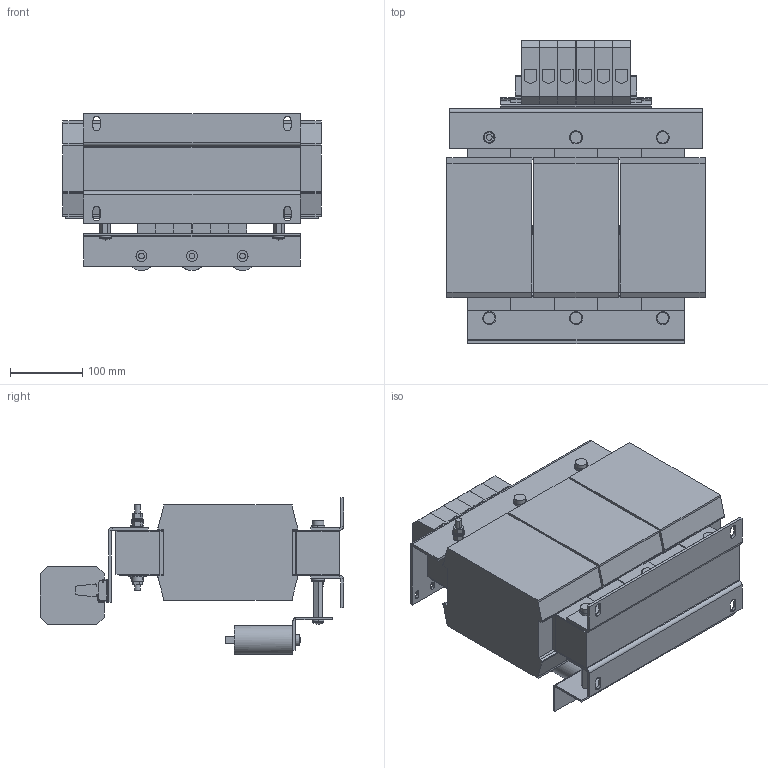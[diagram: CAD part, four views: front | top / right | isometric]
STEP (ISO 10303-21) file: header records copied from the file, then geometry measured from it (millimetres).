
FILE_DESCRIPTION (( 'STEP AP214' ), '1' );
FILE_NAME ('147004.STEP', '2021-03-24T09:11:35', ( '' ), ( '' ), 'SwSTEP 2.0', 'SolidWorks 2018', '' );
FILE_SCHEMA (( 'AUTOMOTIVE_DESIGN' ));
Length unit declared in the file: millimetre
Products named in the file (1): 147004
Bounding box: 357 x 419.2 x 217.05 mm (x, y, z)
Volume: 12697143.1 mm3; surface area: 858740.2 mm2
Topology: 1 solids, 1 shells, 861 faces, 2178 edges, 1354 vertices
Faces by surface type: plane 679, cylinder 140, bspline 24, cone 8, torus 6, sphere 4
Entity records: 25748 total; most frequent: CARTESIAN_POINT 4974, ORIENTED_EDGE 4356, DIRECTION 4148, EDGE_CURVE 2178, LINE 1772, VECTOR 1772, VERTEX_POINT 1354, AXIS2_PLACEMENT_3D 1188
